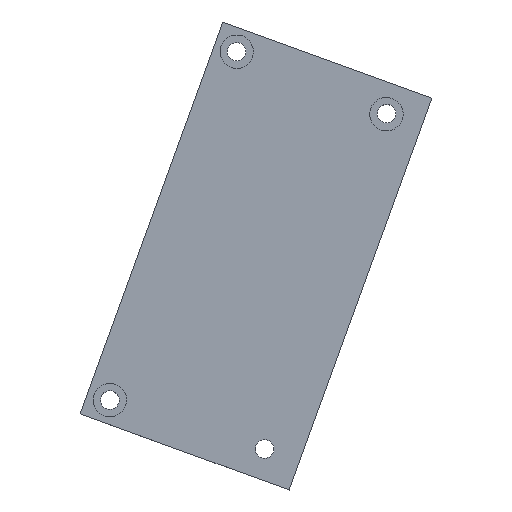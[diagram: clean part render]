
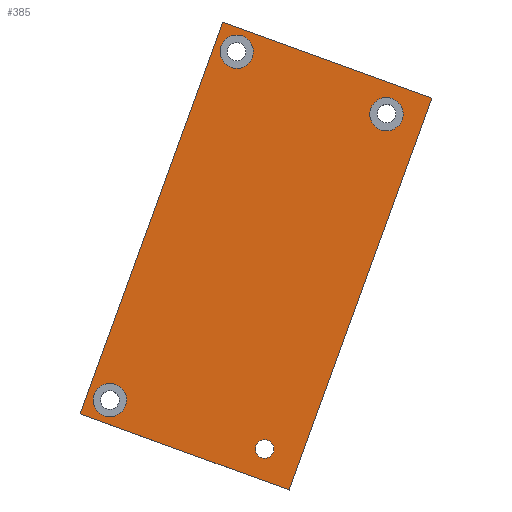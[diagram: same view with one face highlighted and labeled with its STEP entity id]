
A CAD part, top view. The second image highlights one B-rep face of the part: STEP entity #385.
In plain terms, the highlighted planar face has unit normal (0, 0, 1).
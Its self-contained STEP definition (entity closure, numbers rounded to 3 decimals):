
#43=CARTESIAN_POINT('',(114.576,77.333,20.6));
#44=VERTEX_POINT('',#43);
#45=CARTESIAN_POINT('',(114.576,77.333,20.6));
#46=CARTESIAN_POINT('',(114.576,77.691,20.6));
#47=CARTESIAN_POINT('',(114.439,78.022,20.6));
#48=CARTESIAN_POINT('',(114.302,78.352,20.6));
#49=CARTESIAN_POINT('',(114.049,78.606,20.6));
#50=CARTESIAN_POINT('',(113.796,78.859,20.6));
#51=CARTESIAN_POINT('',(113.465,78.996,20.6));
#52=CARTESIAN_POINT('',(113.134,79.133,20.6));
#53=CARTESIAN_POINT('',(112.776,79.133,20.6));
#54=CARTESIAN_POINT('',(112.418,79.133,20.6));
#55=CARTESIAN_POINT('',(112.087,78.996,20.6));
#56=CARTESIAN_POINT('',(111.757,78.86,20.6));
#57=CARTESIAN_POINT('',(111.503,78.606,20.6));
#58=CARTESIAN_POINT('',(111.25,78.353,20.6));
#59=CARTESIAN_POINT('',(111.113,78.022,20.6));
#60=CARTESIAN_POINT('',(110.976,77.692,20.6));
#61=CARTESIAN_POINT('',(110.976,77.333,20.6));
#62=CARTESIAN_POINT('',(110.976,76.976,20.6));
#63=CARTESIAN_POINT('',(111.113,76.644,20.6));
#64=CARTESIAN_POINT('',(111.25,76.314,20.6));
#65=CARTESIAN_POINT('',(111.503,76.06,20.6));
#66=CARTESIAN_POINT('',(111.756,75.808,20.6));
#67=CARTESIAN_POINT('',(112.087,75.67,20.6));
#68=CARTESIAN_POINT('',(112.417,75.533,20.6));
#69=CARTESIAN_POINT('',(112.776,75.533,20.6));
#70=CARTESIAN_POINT('',(113.133,75.533,20.6));
#71=CARTESIAN_POINT('',(113.465,75.67,20.6));
#72=CARTESIAN_POINT('',(113.795,75.807,20.6));
#73=CARTESIAN_POINT('',(114.049,76.06,20.6));
#74=CARTESIAN_POINT('',(114.301,76.313,20.6));
#75=CARTESIAN_POINT('',(114.439,76.644,20.6));
#76=CARTESIAN_POINT('',(114.576,76.975,20.6));
#77=CARTESIAN_POINT('',(114.576,77.333,20.6));
#78=B_SPLINE_CURVE_WITH_KNOTS('',2,(#45,#46,#47,#48,#49,#50,#51,#52,#53,#54,#55,#56,#57,#58,#59,#60,#61,#62,#63,#64,#65,#66,#67,#68,#69,#70,
#71,#72,#73,#74,#75,#76,#77),.UNSPECIFIED.,.T.,.F.,(3,2,2,2,2,2,2,2,2,2,2,2,2,2,2,2,3),(0.,0.063,0.125,0.188,0.25,0.313,0.375,0.438,0.5,0.563,0.625,0.688,0.75,0.813,0.875,0.938,1.),.UNSPECIFIED.);
#79=EDGE_CURVE('',#44,#44,#78,.T.);
#100=CARTESIAN_POINT('',(100.898,39.744,20.6));
#101=VERTEX_POINT('',#100);
#102=CARTESIAN_POINT('',(100.898,39.744,20.6));
#103=CARTESIAN_POINT('',(100.898,40.101,20.6));
#104=CARTESIAN_POINT('',(100.761,40.432,20.6));
#105=CARTESIAN_POINT('',(100.625,40.763,20.6));
#106=CARTESIAN_POINT('',(100.371,41.016,20.6));
#107=CARTESIAN_POINT('',(100.119,41.269,20.6));
#108=CARTESIAN_POINT('',(99.787,41.407,20.6));
#109=CARTESIAN_POINT('',(99.457,41.544,20.6));
#110=CARTESIAN_POINT('',(99.098,41.544,20.6));
#111=CARTESIAN_POINT('',(98.741,41.544,20.6));
#112=CARTESIAN_POINT('',(98.41,41.407,20.6));
#113=CARTESIAN_POINT('',(98.079,41.27,20.6));
#114=CARTESIAN_POINT('',(97.826,41.016,20.6));
#115=CARTESIAN_POINT('',(97.573,40.764,20.6));
#116=CARTESIAN_POINT('',(97.435,40.432,20.6));
#117=CARTESIAN_POINT('',(97.299,40.102,20.6));
#118=CARTESIAN_POINT('',(97.298,39.744,20.6));
#119=CARTESIAN_POINT('',(97.298,39.386,20.6));
#120=CARTESIAN_POINT('',(97.435,39.055,20.6));
#121=CARTESIAN_POINT('',(97.572,38.724,20.6));
#122=CARTESIAN_POINT('',(97.826,38.471,20.6));
#123=CARTESIAN_POINT('',(98.078,38.218,20.6));
#124=CARTESIAN_POINT('',(98.41,38.081,20.6));
#125=CARTESIAN_POINT('',(98.74,37.944,20.6));
#126=CARTESIAN_POINT('',(99.098,37.944,20.6));
#127=CARTESIAN_POINT('',(99.456,37.944,20.6));
#128=CARTESIAN_POINT('',(99.787,38.081,20.6));
#129=CARTESIAN_POINT('',(100.118,38.217,20.6));
#130=CARTESIAN_POINT('',(100.371,38.471,20.6));
#131=CARTESIAN_POINT('',(100.624,38.724,20.6));
#132=CARTESIAN_POINT('',(100.761,39.055,20.6));
#133=CARTESIAN_POINT('',(100.898,39.385,20.6));
#134=CARTESIAN_POINT('',(100.898,39.744,20.6));
#135=B_SPLINE_CURVE_WITH_KNOTS('',2,(#102,#103,#104,#105,#106,#107,#108,#109,#110,#111,#112,#113,#114,#115,#116,#117,#118,#119,#120,#121,#122,#123,#124,#125,#126,#127,
#128,#129,#130,#131,#132,#133,#134),.UNSPECIFIED.,.T.,.F.,(3,2,2,2,2,2,2,2,2,2,2,2,2,2,2,2,3),(0.,0.063,0.125,0.188,0.25,0.313,0.375,0.438,0.5,0.563,0.625,0.688,0.75,0.813,0.875,0.938,1.),.UNSPECIFIED.);
#136=EDGE_CURVE('',#101,#101,#135,.T.);
#157=CARTESIAN_POINT('',(130.741,70.603,20.6));
#158=VERTEX_POINT('',#157);
#159=CARTESIAN_POINT('',(130.741,70.603,20.6));
#160=CARTESIAN_POINT('',(130.741,70.96,20.6));
#161=CARTESIAN_POINT('',(130.604,71.292,20.6));
#162=CARTESIAN_POINT('',(130.467,71.622,20.6));
#163=CARTESIAN_POINT('',(130.214,71.876,20.6));
#164=CARTESIAN_POINT('',(129.961,72.128,20.6));
#165=CARTESIAN_POINT('',(129.63,72.266,20.6));
#166=CARTESIAN_POINT('',(129.3,72.403,20.6));
#167=CARTESIAN_POINT('',(128.941,72.403,20.6));
#168=CARTESIAN_POINT('',(128.584,72.403,20.6));
#169=CARTESIAN_POINT('',(128.252,72.266,20.6));
#170=CARTESIAN_POINT('',(127.922,72.129,20.6));
#171=CARTESIAN_POINT('',(127.668,71.876,20.6));
#172=CARTESIAN_POINT('',(127.415,71.623,20.6));
#173=CARTESIAN_POINT('',(127.278,71.292,20.6));
#174=CARTESIAN_POINT('',(127.141,70.961,20.6));
#175=CARTESIAN_POINT('',(127.141,70.603,20.6));
#176=CARTESIAN_POINT('',(127.141,70.245,20.6));
#177=CARTESIAN_POINT('',(127.278,69.914,20.6));
#178=CARTESIAN_POINT('',(127.415,69.584,20.6));
#179=CARTESIAN_POINT('',(127.668,69.33,20.6));
#180=CARTESIAN_POINT('',(127.921,69.077,20.6));
#181=CARTESIAN_POINT('',(128.252,68.94,20.6));
#182=CARTESIAN_POINT('',(128.582,68.803,20.6));
#183=CARTESIAN_POINT('',(128.941,68.803,20.6));
#184=CARTESIAN_POINT('',(129.299,68.803,20.6));
#185=CARTESIAN_POINT('',(129.63,68.94,20.6));
#186=CARTESIAN_POINT('',(129.96,69.076,20.6));
#187=CARTESIAN_POINT('',(130.214,69.33,20.6));
#188=CARTESIAN_POINT('',(130.467,69.583,20.6));
#189=CARTESIAN_POINT('',(130.604,69.914,20.6));
#190=CARTESIAN_POINT('',(130.741,70.244,20.6));
#191=CARTESIAN_POINT('',(130.741,70.603,20.6));
#192=B_SPLINE_CURVE_WITH_KNOTS('',2,(#159,#160,#161,#162,#163,#164,#165,#166,#167,#168,#169,#170,#171,#172,#173,#174,#175,#176,#177,#178,#179,#180,#181,#182,#183,#184,
#185,#186,#187,#188,#189,#190,#191),.UNSPECIFIED.,.T.,.F.,(3,2,2,2,2,2,2,2,2,2,2,2,2,2,2,2,3),(0.,0.063,0.125,0.188,0.25,0.313,0.375,0.438,0.5,0.563,0.625,0.688,0.75,0.813,0.875,0.938,1.),.UNSPECIFIED.);
#193=EDGE_CURVE('',#158,#158,#192,.T.);
#213=CARTESIAN_POINT('',(100.591,36.541,20.6));
#214=VERTEX_POINT('',#213);
#221=CARTESIAN_POINT('',(95.892,38.249,20.6));
#222=VERTEX_POINT('',#221);
#223=CARTESIAN_POINT('',(100.591,36.541,20.6));
#224=DIRECTION('',(-0.94,0.342,0.));
#225=VECTOR('',#224,5.);
#226=LINE('',#223,#225);
#227=EDGE_CURVE('',#214,#222,#226,.T.);
#251=CARTESIAN_POINT('',(118.44,30.046,20.6));
#252=VERTEX_POINT('',#251);
#259=CARTESIAN_POINT('',(118.44,30.046,20.6));
#260=DIRECTION('',(-0.94,0.342,0.));
#261=VECTOR('',#260,18.994);
#262=LINE('',#259,#261);
#263=EDGE_CURVE('',#252,#214,#262,.T.);
#282=CARTESIAN_POINT('',(133.827,72.334,20.6));
#283=VERTEX_POINT('',#282);
#290=CARTESIAN_POINT('',(118.44,30.046,20.6));
#291=DIRECTION('',(0.342,0.94,0.));
#292=VECTOR('',#291,45.);
#293=LINE('',#290,#292);
#294=EDGE_CURVE('',#252,#283,#293,.T.);
#313=CARTESIAN_POINT('',(111.268,80.542,20.6));
#314=VERTEX_POINT('',#313);
#321=CARTESIAN_POINT('',(133.827,72.334,20.6));
#322=DIRECTION('',(-0.94,0.342,0.));
#323=VECTOR('',#322,24.006);
#324=LINE('',#321,#323);
#325=EDGE_CURVE('',#283,#314,#324,.T.);
#343=CARTESIAN_POINT('',(95.892,38.249,20.6));
#344=DIRECTION('',(0.342,0.94,0.));
#345=VECTOR('',#344,45.001);
#346=LINE('',#343,#345);
#347=EDGE_CURVE('',#222,#314,#346,.T.);
#353=CARTESIAN_POINT('',(0.,0.,20.6));
#354=DIRECTION('',(0.,0.,1.));
#355=DIRECTION('',(0.,1.,0.));
#356=AXIS2_PLACEMENT_3D('',#353,#354,#355);
#357=PLANE('',#356);
#358=CARTESIAN_POINT('',(116.792,34.468,20.6));
#359=VERTEX_POINT('',#358);
#360=CARTESIAN_POINT('',(115.792,34.468,20.6));
#361=DIRECTION('',(0.,0.,1.));
#362=DIRECTION('',(1.,0.,-0.));
#363=AXIS2_PLACEMENT_3D('',#360,#361,#362);
#364=CIRCLE('',#363,1.);
#365=EDGE_CURVE('',#359,#359,#364,.T.);
#366=ORIENTED_EDGE('',*,*,#365,.F.);
#367=EDGE_LOOP('',(#366));
#368=FACE_BOUND('',#367,.T.);
#369=ORIENTED_EDGE('',*,*,#79,.F.);
#370=EDGE_LOOP('',(#369));
#371=FACE_BOUND('',#370,.T.);
#372=ORIENTED_EDGE('',*,*,#136,.F.);
#373=EDGE_LOOP('',(#372));
#374=FACE_BOUND('',#373,.T.);
#375=ORIENTED_EDGE('',*,*,#193,.F.);
#376=EDGE_LOOP('',(#375));
#377=FACE_BOUND('',#376,.T.);
#378=ORIENTED_EDGE('',*,*,#325,.T.);
#379=ORIENTED_EDGE('',*,*,#347,.F.);
#380=ORIENTED_EDGE('',*,*,#227,.F.);
#381=ORIENTED_EDGE('',*,*,#263,.F.);
#382=ORIENTED_EDGE('',*,*,#294,.T.);
#383=EDGE_LOOP('',(#378,#379,#380,#381,#382));
#384=FACE_BOUND('',#383,.T.);
#385=ADVANCED_FACE('',(#368,#371,#374,#377,#384),#357,.T.);
